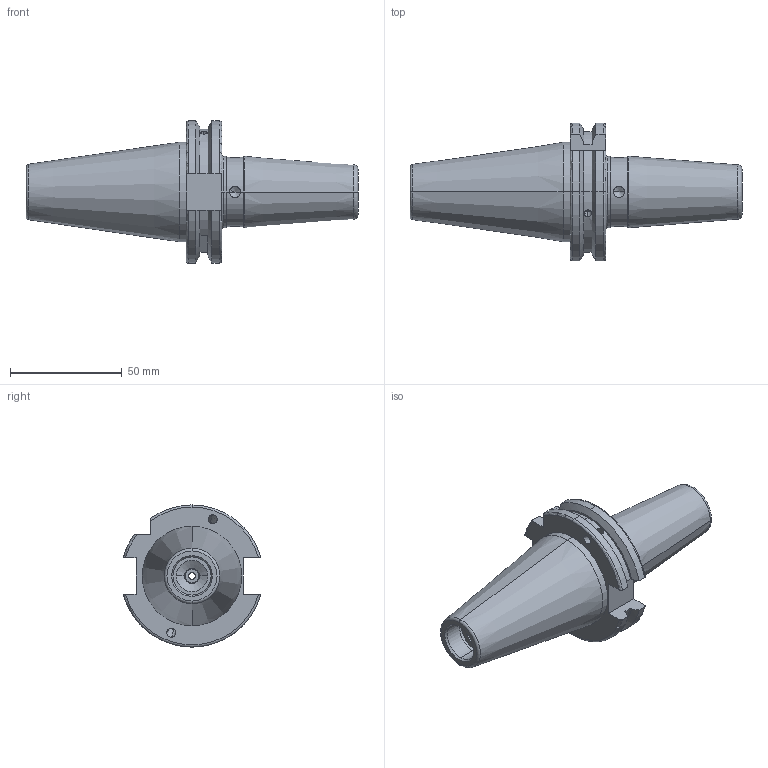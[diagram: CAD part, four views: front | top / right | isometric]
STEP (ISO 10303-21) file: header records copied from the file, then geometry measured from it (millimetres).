
FILE_DESCRIPTION (( 'STEP AP203' ), '1' );
FILE_NAME ('91406-SR210080.STEP', '2023-04-24T04:18:06', ( '' ), ( '' ), 'SwSTEP 2.0', 'SolidWorks 2018', '' );
FILE_SCHEMA (( 'CONFIG_CONTROL_DESIGN' ));
Length unit declared in the file: millimetre
Products named in the file (5): 91406-SR210080; SK40SFC10080FWW; SCWM8X1X20-FLAT; GS-M4X4_DIN 913 - M4 x 4-N
Assembly tree (5 placements, depth 3):
  91406-SR210080
    SK40SFC10080FWW
      SK40SFC10080FWW
      SCWM8X1X20-FLAT
      GS-M4X4_DIN 913 - M4 x 4-N  x2
Bounding box: 148.4 x 61.48 x 63.55 mm (x, y, z)
Volume: 135245.5 mm3; surface area: 29479.2 mm2
Topology: 4 solids, 4 shells, 233 faces, 583 edges, 364 vertices
Faces by surface type: cone 88, cylinder 71, plane 54, torus 16, bspline 4
Entity records: 6700 total; most frequent: CARTESIAN_POINT 1680, DIRECTION 993, ORIENTED_EDGE 910, EDGE_CURVE 455, AXIS2_PLACEMENT_3D 403, VERTEX_POINT 288, CIRCLE 212, EDGE_LOOP 211
